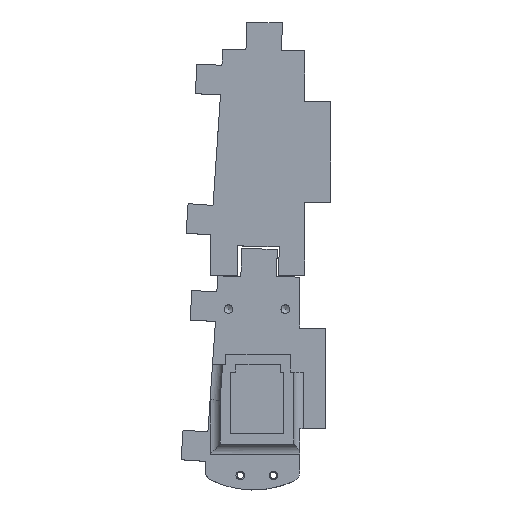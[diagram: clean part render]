
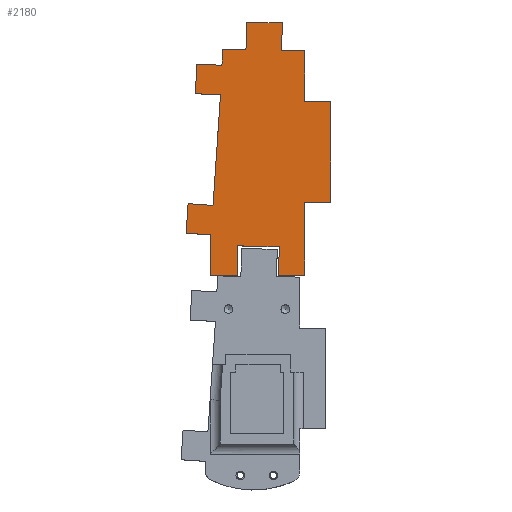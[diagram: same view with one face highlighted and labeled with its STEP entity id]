
A CAD part, top view. The second image highlights one B-rep face of the part: STEP entity #2180.
In plain terms, the highlighted planar face has unit normal (0, 0, 1).
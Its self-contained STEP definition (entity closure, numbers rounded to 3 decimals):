
#146=PLANE('',#2403);
#243=FACE_OUTER_BOUND('',#364,.T.);
#364=EDGE_LOOP('',(#1881,#1882,#1883,#1884,#1885,#1886,#1887,#1888,#1889,
#1890,#1891,#1892,#1893,#1894,#1895,#1896,#1897,#1898,#1899,#1900,#1901,
#1902,#1903,#1904));
#572=LINE('',#3580,#775);
#576=LINE('',#3589,#779);
#578=LINE('',#3593,#781);
#580=LINE('',#3601,#783);
#581=LINE('',#3604,#784);
#583=LINE('',#3610,#786);
#584=LINE('',#3612,#787);
#585=LINE('',#3614,#788);
#586=LINE('',#3616,#789);
#587=LINE('',#3618,#790);
#588=LINE('',#3620,#791);
#589=LINE('',#3622,#792);
#590=LINE('',#3624,#793);
#591=LINE('',#3626,#794);
#592=LINE('',#3628,#795);
#593=LINE('',#3630,#796);
#594=LINE('',#3632,#797);
#595=LINE('',#3634,#798);
#596=LINE('',#3636,#799);
#597=LINE('',#3638,#800);
#598=LINE('',#3640,#801);
#599=LINE('',#3642,#802);
#600=LINE('',#3644,#803);
#601=LINE('',#3645,#804);
#775=VECTOR('',#2890,10.);
#779=VECTOR('',#2896,10.);
#781=VECTOR('',#2902,10.);
#783=VECTOR('',#2910,10.);
#784=VECTOR('',#2913,10.);
#786=VECTOR('',#2919,10.);
#787=VECTOR('',#2920,10.);
#788=VECTOR('',#2921,10.);
#789=VECTOR('',#2922,10.);
#790=VECTOR('',#2923,10.);
#791=VECTOR('',#2924,10.);
#792=VECTOR('',#2925,10.);
#793=VECTOR('',#2926,10.);
#794=VECTOR('',#2927,10.);
#795=VECTOR('',#2928,10.);
#796=VECTOR('',#2929,10.);
#797=VECTOR('',#2930,10.);
#798=VECTOR('',#2931,10.);
#799=VECTOR('',#2932,10.);
#800=VECTOR('',#2933,10.);
#801=VECTOR('',#2934,10.);
#802=VECTOR('',#2935,10.);
#803=VECTOR('',#2936,10.);
#804=VECTOR('',#2937,10.);
#1054=VERTEX_POINT('',#3577);
#1055=VERTEX_POINT('',#3579);
#1058=VERTEX_POINT('',#3586);
#1059=VERTEX_POINT('',#3588);
#1062=VERTEX_POINT('',#3599);
#1063=VERTEX_POINT('',#3603);
#1065=VERTEX_POINT('',#3609);
#1066=VERTEX_POINT('',#3611);
#1067=VERTEX_POINT('',#3613);
#1068=VERTEX_POINT('',#3615);
#1069=VERTEX_POINT('',#3617);
#1070=VERTEX_POINT('',#3619);
#1071=VERTEX_POINT('',#3621);
#1072=VERTEX_POINT('',#3623);
#1073=VERTEX_POINT('',#3625);
#1074=VERTEX_POINT('',#3627);
#1075=VERTEX_POINT('',#3629);
#1076=VERTEX_POINT('',#3631);
#1077=VERTEX_POINT('',#3633);
#1078=VERTEX_POINT('',#3635);
#1079=VERTEX_POINT('',#3637);
#1080=VERTEX_POINT('',#3639);
#1081=VERTEX_POINT('',#3641);
#1082=VERTEX_POINT('',#3643);
#1336=EDGE_CURVE('',#1055,#1054,#572,.T.);
#1340=EDGE_CURVE('',#1059,#1058,#576,.T.);
#1343=EDGE_CURVE('',#1054,#1059,#578,.T.);
#1347=EDGE_CURVE('',#1058,#1062,#580,.T.);
#1348=EDGE_CURVE('',#1063,#1055,#581,.T.);
#1351=EDGE_CURVE('',#1062,#1065,#583,.T.);
#1352=EDGE_CURVE('',#1065,#1066,#584,.T.);
#1353=EDGE_CURVE('',#1066,#1067,#585,.T.);
#1354=EDGE_CURVE('',#1067,#1068,#586,.T.);
#1355=EDGE_CURVE('',#1068,#1069,#587,.T.);
#1356=EDGE_CURVE('',#1069,#1070,#588,.T.);
#1357=EDGE_CURVE('',#1070,#1071,#589,.T.);
#1358=EDGE_CURVE('',#1071,#1072,#590,.T.);
#1359=EDGE_CURVE('',#1072,#1073,#591,.T.);
#1360=EDGE_CURVE('',#1073,#1074,#592,.T.);
#1361=EDGE_CURVE('',#1074,#1075,#593,.T.);
#1362=EDGE_CURVE('',#1075,#1076,#594,.T.);
#1363=EDGE_CURVE('',#1076,#1077,#595,.T.);
#1364=EDGE_CURVE('',#1077,#1078,#596,.T.);
#1365=EDGE_CURVE('',#1078,#1079,#597,.T.);
#1366=EDGE_CURVE('',#1079,#1080,#598,.T.);
#1367=EDGE_CURVE('',#1080,#1081,#599,.T.);
#1368=EDGE_CURVE('',#1081,#1082,#600,.T.);
#1369=EDGE_CURVE('',#1082,#1063,#601,.T.);
#1881=ORIENTED_EDGE('',*,*,#1336,.T.);
#1882=ORIENTED_EDGE('',*,*,#1343,.T.);
#1883=ORIENTED_EDGE('',*,*,#1340,.T.);
#1884=ORIENTED_EDGE('',*,*,#1347,.T.);
#1885=ORIENTED_EDGE('',*,*,#1351,.T.);
#1886=ORIENTED_EDGE('',*,*,#1352,.T.);
#1887=ORIENTED_EDGE('',*,*,#1353,.T.);
#1888=ORIENTED_EDGE('',*,*,#1354,.T.);
#1889=ORIENTED_EDGE('',*,*,#1355,.T.);
#1890=ORIENTED_EDGE('',*,*,#1356,.T.);
#1891=ORIENTED_EDGE('',*,*,#1357,.T.);
#1892=ORIENTED_EDGE('',*,*,#1358,.T.);
#1893=ORIENTED_EDGE('',*,*,#1359,.T.);
#1894=ORIENTED_EDGE('',*,*,#1360,.T.);
#1895=ORIENTED_EDGE('',*,*,#1361,.T.);
#1896=ORIENTED_EDGE('',*,*,#1362,.T.);
#1897=ORIENTED_EDGE('',*,*,#1363,.T.);
#1898=ORIENTED_EDGE('',*,*,#1364,.T.);
#1899=ORIENTED_EDGE('',*,*,#1365,.T.);
#1900=ORIENTED_EDGE('',*,*,#1366,.T.);
#1901=ORIENTED_EDGE('',*,*,#1367,.T.);
#1902=ORIENTED_EDGE('',*,*,#1368,.T.);
#1903=ORIENTED_EDGE('',*,*,#1369,.T.);
#1904=ORIENTED_EDGE('',*,*,#1348,.T.);
#2180=ADVANCED_FACE('',(#243),#146,.T.);
#2403=AXIS2_PLACEMENT_3D('',#3608,#2917,#2918);
#2890=DIRECTION('',(0.,1.,0.));
#2896=DIRECTION('',(-0.019,-1.,0.));
#2902=DIRECTION('',(1.,-0.021,0.));
#2910=DIRECTION('',(1.,0.,0.));
#2913=DIRECTION('',(1.,0.,0.));
#2917=DIRECTION('center_axis',(0.,0.,1.));
#2918=DIRECTION('ref_axis',(1.,0.,0.));
#2919=DIRECTION('',(0.,1.,0.));
#2920=DIRECTION('',(1.,0.,0.));
#2921=DIRECTION('',(0.,1.,0.));
#2922=DIRECTION('',(-1.,0.,0.));
#2923=DIRECTION('',(0.,1.,0.));
#2924=DIRECTION('',(-1.,0.014,0.));
#2925=DIRECTION('',(0.023,1.,0.));
#2926=DIRECTION('',(-1.,0.023,0.));
#2927=DIRECTION('',(-0.023,-1.,0.));
#2928=DIRECTION('',(-1.,0.014,0.));
#2929=DIRECTION('',(-0.047,-0.999,0.));
#2930=DIRECTION('',(-0.999,0.047,0.));
#2931=DIRECTION('',(-0.047,-0.999,0.));
#2932=DIRECTION('',(0.999,-0.047,0.));
#2933=DIRECTION('',(-0.068,-0.998,0.));
#2934=DIRECTION('',(-0.998,0.068,0.));
#2935=DIRECTION('',(-0.068,-0.998,0.));
#2936=DIRECTION('',(0.998,-0.068,0.));
#2937=DIRECTION('',(0.,-1.,0.));
#3577=CARTESIAN_POINT('',(-4.926,-19.343,3.12));
#3579=CARTESIAN_POINT('',(-4.926,-25.168,3.12));
#3580=CARTESIAN_POINT('',(-4.926,-12.591,3.12));
#3586=CARTESIAN_POINT('',(3.256,-25.168,3.12));
#3588=CARTESIAN_POINT('',(3.363,-19.514,3.12));
#3589=CARTESIAN_POINT('',(3.545,-9.807,3.12));
#3593=CARTESIAN_POINT('',(-3.036,-19.382,3.12));
#3599=CARTESIAN_POINT('',(8.432,-25.168,3.12));
#3601=CARTESIAN_POINT('',(-10.195,-25.168,3.12));
#3603=CARTESIAN_POINT('',(-10.195,-25.168,3.12));
#3604=CARTESIAN_POINT('',(-10.195,-25.168,3.12));
#3608=CARTESIAN_POINT('Origin',(-0.745,-0.015,
3.12));
#3609=CARTESIAN_POINT('',(8.432,-10.691,3.12));
#3610=CARTESIAN_POINT('',(8.432,-25.168,3.12));
#3611=CARTESIAN_POINT('',(13.647,-10.691,3.12));
#3612=CARTESIAN_POINT('',(8.432,-10.691,3.12));
#3613=CARTESIAN_POINT('',(13.647,9.335,3.12));
#3614=CARTESIAN_POINT('',(13.647,-10.691,3.12));
#3615=CARTESIAN_POINT('',(8.432,9.335,3.12));
#3616=CARTESIAN_POINT('',(13.647,9.335,3.12));
#3617=CARTESIAN_POINT('',(8.432,19.463,3.12));
#3618=CARTESIAN_POINT('',(8.432,9.335,3.12));
#3619=CARTESIAN_POINT('',(3.844,19.527,3.12));
#3620=CARTESIAN_POINT('',(8.432,19.463,3.12));
#3621=CARTESIAN_POINT('',(3.971,24.972,3.12));
#3622=CARTESIAN_POINT('',(3.844,19.527,3.12));
#3623=CARTESIAN_POINT('',(-3.119,25.138,3.12));
#3624=CARTESIAN_POINT('',(3.971,24.972,3.12));
#3625=CARTESIAN_POINT('',(-3.243,19.626,3.12));
#3626=CARTESIAN_POINT('',(-3.119,25.138,3.12));
#3627=CARTESIAN_POINT('',(-7.872,19.691,3.12));
#3628=CARTESIAN_POINT('',(-3.243,19.626,3.12));
#3629=CARTESIAN_POINT('',(-8.021,16.545,3.12));
#3630=CARTESIAN_POINT('',(-7.872,19.691,3.12));
#3631=CARTESIAN_POINT('',(-13.015,16.781,3.12));
#3632=CARTESIAN_POINT('',(-8.021,16.545,3.12));
#3633=CARTESIAN_POINT('',(-13.294,10.891,3.12));
#3634=CARTESIAN_POINT('',(-13.015,16.781,3.12));
#3635=CARTESIAN_POINT('',(-8.3,10.655,3.12));
#3636=CARTESIAN_POINT('',(-13.294,10.891,3.12));
#3637=CARTESIAN_POINT('',(-9.795,-11.295,3.12));
#3638=CARTESIAN_POINT('',(-8.3,10.655,3.12));
#3639=CARTESIAN_POINT('',(-14.736,-10.958,3.12));
#3640=CARTESIAN_POINT('',(-9.795,-11.295,3.12));
#3641=CARTESIAN_POINT('',(-15.136,-16.831,3.12));
#3642=CARTESIAN_POINT('',(-14.736,-10.958,3.12));
#3643=CARTESIAN_POINT('',(-10.195,-17.168,3.12));
#3644=CARTESIAN_POINT('',(-15.136,-16.831,3.12));
#3645=CARTESIAN_POINT('',(-10.195,-17.168,3.12));
